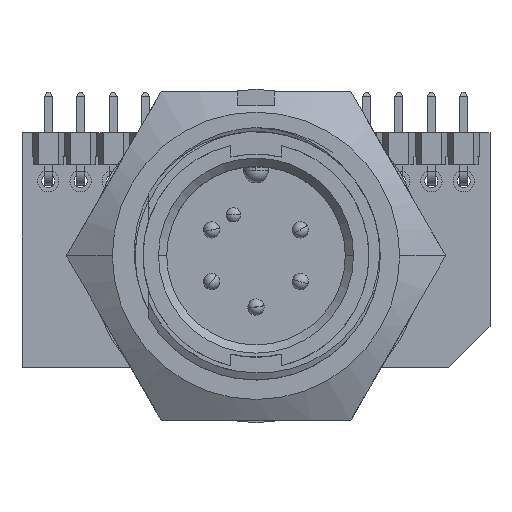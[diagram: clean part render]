
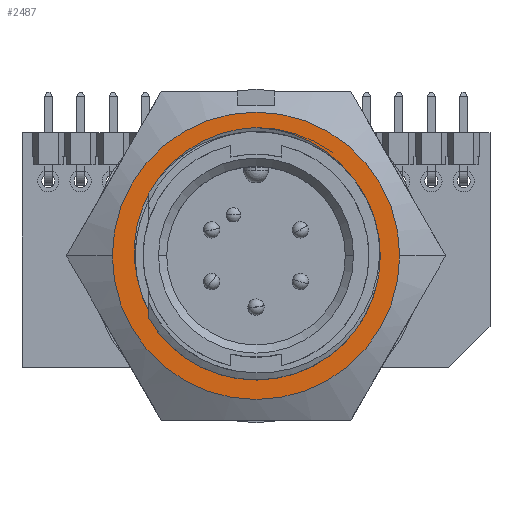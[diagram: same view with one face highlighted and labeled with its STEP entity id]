
A CAD part, top view. The second image highlights one B-rep face of the part: STEP entity #2487.
In plain terms, the highlighted planar face has unit normal (0, 0, 1).
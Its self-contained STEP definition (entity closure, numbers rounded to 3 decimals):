
#740 = ORIENTED_EDGE ( 'NONE', *, *, #5267, .F. ) ;
#817 = CARTESIAN_POINT ( 'NONE',  ( -6.251, 4.521, -8.066 ) ) ;
#1070 = DIRECTION ( 'NONE',  ( -1., 0., 0. ) ) ;
#1152 = VERTEX_POINT ( 'NONE', #2396 ) ;
#2130 = CARTESIAN_POINT ( 'NONE',  ( 7.23, 2.457, -8.066 ) ) ;
#2396 = CARTESIAN_POINT ( 'NONE',  ( 8.89, 0., -8.066 ) ) ;
#2487 = ADVANCED_FACE ( 'NONE', ( #33109, #12386 ), #34950, .F. ) ;
#3206 = EDGE_LOOP ( 'NONE', ( #9762, #25005, #34200 ) ) ;
#3547 = CARTESIAN_POINT ( 'NONE',  ( -5.156, 5.813, -8.066 ) ) ;
#4758 = CARTESIAN_POINT ( 'NONE',  ( 1.136, 7.824, -8.066 ) ) ;
#4868 = CARTESIAN_POINT ( 'NONE',  ( 7.537, 0.781, -8.066 ) ) ;
#5047 = EDGE_CURVE ( 'NONE', #1152, #30681, #28733, .T. ) ;
#5267 = EDGE_CURVE ( 'NONE', #30681, #1152, #25331, .T. ) ;
#5369 = CARTESIAN_POINT ( 'NONE',  ( -5.866, -10.16, -8.066 ) ) ;
#5521 = ORIENTED_EDGE ( 'NONE', *, *, #5047, .F. ) ;
#5714 = AXIS2_PLACEMENT_3D ( 'NONE', #33393, #17189, #1070 ) ;
#6242 = CARTESIAN_POINT ( 'NONE',  ( -3.795, 6.844, -8.066 ) ) ;
#7431 = CARTESIAN_POINT ( 'NONE',  ( 2.242, 7.558, -8.066 ) ) ;
#7552 = CARTESIAN_POINT ( 'NONE',  ( 7.466, -0.913, -8.066 ) ) ;
#8819 = CARTESIAN_POINT ( 'NONE',  ( -7.517, -0.343, -8.066 ) ) ;
#8938 = CARTESIAN_POINT ( 'NONE',  ( -2.248, 7.557, -8.066 ) ) ;
#9762 = ORIENTED_EDGE ( 'NONE', *, *, #17870, .T. ) ;
#10139 = CARTESIAN_POINT ( 'NONE',  ( 3.795, 6.845, -8.066 ) ) ;
#10744 = DIRECTION ( 'NONE',  ( -1., 0., 0. ) ) ;
#10746 = DIRECTION ( 'NONE',  ( 0., 0., 1. ) ) ;
#11130 = CARTESIAN_POINT ( 'NONE',  ( -8.89, 0., -8.066 ) ) ;
#11513 = CARTESIAN_POINT ( 'NONE',  ( -7.536, 0.794, -8.066 ) ) ;
#11622 = CARTESIAN_POINT ( 'NONE',  ( -0.572, 7.92, -8.066 ) ) ;
#12386 = FACE_OUTER_BOUND ( 'NONE', #28657, .T. ) ;
#12600 = CARTESIAN_POINT ( 'NONE',  ( 7.334, -1.47, -8.066 ) ) ;
#12678 = CIRCLE ( 'NONE', #34718, 7.48 ) ;
#12832 = CARTESIAN_POINT ( 'NONE',  ( 5.145, 5.822, -8.066 ) ) ;
#13646 = CARTESIAN_POINT ( 'NONE',  ( 0., 0., -8.066 ) ) ;
#14211 = CARTESIAN_POINT ( 'NONE',  ( -7.225, 2.475, -8.066 ) ) ;
#15413 = CARTESIAN_POINT ( 'NONE',  ( 0.286, 7.929, -8.066 ) ) ;
#15540 = CARTESIAN_POINT ( 'NONE',  ( 6.255, 4.516, -8.066 ) ) ;
#16386 = DIRECTION ( 'NONE',  ( -1., 0., 0. ) ) ;
#16947 = CARTESIAN_POINT ( 'NONE',  ( -6.555, 4.03, -8.066 ) ) ;
#17189 = DIRECTION ( 'NONE',  ( 0., 0., -1. ) ) ;
#17870 = EDGE_CURVE ( 'NONE', #19040, #22363, #29261, .T. ) ;
#18247 = CARTESIAN_POINT ( 'NONE',  ( 7.047, 2.994, -8.066 ) ) ;
#19040 = VERTEX_POINT ( 'NONE', #29737 ) ;
#19535 = CARTESIAN_POINT ( 'NONE',  ( -7.334, -1.47, -8.066 ) ) ;
#19647 = CARTESIAN_POINT ( 'NONE',  ( -5.552, 5.41, -8.066 ) ) ;
#19657 = EDGE_CURVE ( 'NONE', #22363, #24647, #33460, .T. ) ;
#20805 = AXIS2_PLACEMENT_3D ( 'NONE', #13646, #32574, #16386 ) ;
#20813 = CARTESIAN_POINT ( 'NONE',  ( 0., 7.938, -8.066 ) ) ;
#20834 = CARTESIAN_POINT ( 'NONE',  ( 0.57, 7.904, -8.066 ) ) ;
#20956 = CARTESIAN_POINT ( 'NONE',  ( 7.475, 1.355, -8.066 ) ) ;
#22229 = CARTESIAN_POINT ( 'NONE',  ( -7.4, -1.192, -8.066 ) ) ;
#22353 = CARTESIAN_POINT ( 'NONE',  ( -4.27, 6.536, -8.066 ) ) ;
#22363 = VERTEX_POINT ( 'NONE', #20813 ) ;
#23568 = CARTESIAN_POINT ( 'NONE',  ( 1.417, 7.769, -8.066 ) ) ;
#23682 = CARTESIAN_POINT ( 'NONE',  ( 7.532, -0.351, -8.066 ) ) ;
#24647 = VERTEX_POINT ( 'NONE', #12600 ) ;
#24953 = CARTESIAN_POINT ( 'NONE',  ( -7.45, -0.91, -8.066 ) ) ;
#25005 = ORIENTED_EDGE ( 'NONE', *, *, #19657, .T. ) ;
#25067 = CARTESIAN_POINT ( 'NONE',  ( -2.787, 7.354, -8.066 ) ) ;
#25331 = CIRCLE ( 'NONE', #5714, 8.89 ) ;
#26270 = CARTESIAN_POINT ( 'NONE',  ( 2.774, 7.36, -8.066 ) ) ;
#26382 = CARTESIAN_POINT ( 'NONE',  ( 7.334, -1.47, -8.066 ) ) ;
#26891 = DIRECTION ( 'NONE',  ( 0., 0., -1. ) ) ;
#26894 = CARTESIAN_POINT ( 'NONE',  ( 0., 0., -8.066 ) ) ;
#27668 = CARTESIAN_POINT ( 'NONE',  ( -7.534, -0.057, -8.066 ) ) ;
#27783 = CARTESIAN_POINT ( 'NONE',  ( -1.142, 7.839, -8.066 ) ) ;
#28657 = EDGE_LOOP ( 'NONE', ( #740, #5521 ) ) ;
#28733 = CIRCLE ( 'NONE', #20805, 8.89 ) ;
#28881 = CARTESIAN_POINT ( 'NONE',  ( 0., 7.938, -8.066 ) ) ;
#28995 = CARTESIAN_POINT ( 'NONE',  ( 4.269, 6.536, -8.066 ) ) ;
#29261 = B_SPLINE_CURVE_WITH_KNOTS ( 'NONE', 3,
 ( #19535, #22229, #24953, #8819, #27668, #11513, #30411, #14211, #33132, #16947, #817, #19647, #3547, #22353, #6242, #25067, #8938, #27783, #11622, #30526 ),
 .UNSPECIFIED., .F., .F.,
 ( 4, 2, 2, 2, 2, 2, 2, 2, 2, 4 ),
 ( 0., 0.001, 0.002, 0.003, 0.005, 0.007, 0.009, 0.01, 0.012, 0.014 ),
 .UNSPECIFIED. ) ;
#29627 = DIRECTION ( 'NONE',  ( 1., 0., 0. ) ) ;
#29737 = CARTESIAN_POINT ( 'NONE',  ( -7.334, -1.47, -8.066 ) ) ;
#29969 = EDGE_CURVE ( 'NONE', #19040, #24647, #12678, .T. ) ;
#30411 = CARTESIAN_POINT ( 'NONE',  ( -7.475, 1.358, -8.066 ) ) ;
#30526 = CARTESIAN_POINT ( 'NONE',  ( 0., 7.938, -8.066 ) ) ;
#30681 = VERTEX_POINT ( 'NONE', #11130 ) ;
#31735 = CARTESIAN_POINT ( 'NONE',  ( 5.55, 5.413, -8.066 ) ) ;
#32574 = DIRECTION ( 'NONE',  ( 0., 0., -1. ) ) ;
#33109 = FACE_BOUND ( 'NONE', #3206, .T. ) ;
#33132 = CARTESIAN_POINT ( 'NONE',  ( -7.04, 3.009, -8.066 ) ) ;
#33393 = CARTESIAN_POINT ( 'NONE',  ( 0., 0., -8.066 ) ) ;
#33460 = B_SPLINE_CURVE_WITH_KNOTS ( 'NONE', 3,
 ( #28881, #15413, #20834, #4758, #23568, #7431, #26270, #10139, #28995, #12832, #31735, #15540, #34434, #18247, #2130, #20956, #4868, #23682, #7552, #26382 ),
 .UNSPECIFIED., .F., .F.,
 ( 4, 2, 2, 2, 2, 2, 2, 2, 2, 4 ),
 ( 0., 0.001, 0.002, 0.003, 0.005, 0.007, 0.009, 0.01, 0.012, 0.014 ),
 .UNSPECIFIED. ) ;
#34115 = AXIS2_PLACEMENT_3D ( 'NONE', #5369, #26891, #10744 ) ;
#34200 = ORIENTED_EDGE ( 'NONE', *, *, #29969, .F. ) ;
#34434 = CARTESIAN_POINT ( 'NONE',  ( 6.557, 4.028, -8.066 ) ) ;
#34718 = AXIS2_PLACEMENT_3D ( 'NONE', #26894, #10746, #29627 ) ;
#34950 = PLANE ( 'NONE',  #34115 ) ;
